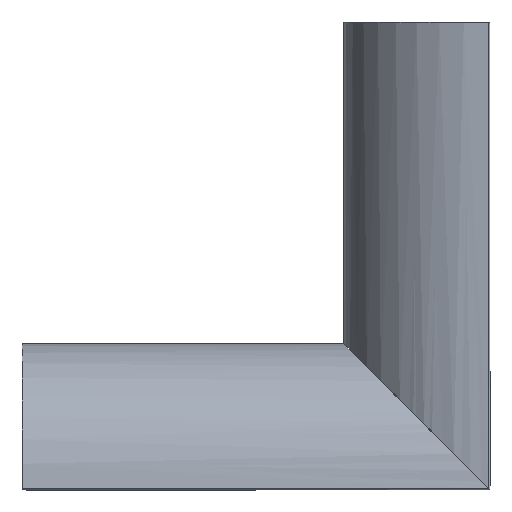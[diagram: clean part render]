
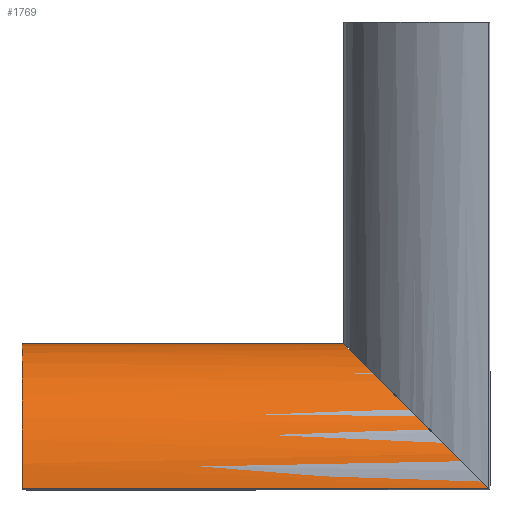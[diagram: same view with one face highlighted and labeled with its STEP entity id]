
A CAD part, front view. The second image highlights one B-rep face of the part: STEP entity #1769.
In plain terms, the highlighted cylindrical face has radius 171.8 mm (diameter 343.6 mm), a partial arc.
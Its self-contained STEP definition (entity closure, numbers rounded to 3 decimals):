
#80=ELLIPSE('',#1861,242.962,171.8);
#235=LINE('',#2923,#381);
#236=LINE('',#2927,#382);
#381=VECTOR('',#2222,548.883);
#382=VECTOR('',#2227,378.204);
#529=FACE_OUTER_BOUND('',#640,.T.);
#640=EDGE_LOOP('',(#1360,#1361,#1362,#1363));
#761=CIRCLE('',#1913,171.8);
#818=VERTEX_POINT('',#2611);
#820=VERTEX_POINT('',#2659);
#869=VERTEX_POINT('',#2922);
#870=VERTEX_POINT('',#2926);
#977=EDGE_CURVE('',#820,#818,#80,.T.);
#1052=EDGE_CURVE('',#869,#820,#235,.T.);
#1054=EDGE_CURVE('',#870,#818,#236,.T.);
#1055=EDGE_CURVE('',#869,#870,#761,.T.);
#1360=ORIENTED_EDGE('',*,*,#977,.T.);
#1361=ORIENTED_EDGE('',*,*,#1054,.F.);
#1362=ORIENTED_EDGE('',*,*,#1055,.F.);
#1363=ORIENTED_EDGE('',*,*,#1052,.T.);
#1711=CYLINDRICAL_SURFACE('',#1912,171.8);
#1769=ADVANCED_FACE('',(#529),#1711,.T.);
#1861=AXIS2_PLACEMENT_3D('',#2660,#2080,#2081);
#1912=AXIS2_PLACEMENT_3D('',#2925,#2225,#2226);
#1913=AXIS2_PLACEMENT_3D('',#2928,#2228,#2229);
#2080=DIRECTION('center_axis',(0.,-0.707,-0.707));
#2081=DIRECTION('ref_axis',(0.,0.707,-0.707));
#2222=DIRECTION('',(0.,0.,1.));
#2225=DIRECTION('center_axis',(0.,0.,
-1.));
#2226=DIRECTION('ref_axis',(-0.007,1.,0.));
#2227=DIRECTION('',(0.,0.,1.));
#2228=DIRECTION('center_axis',(0.,0.,
-1.));
#2229=DIRECTION('ref_axis',(-1.,0.007,0.));
#2611=CARTESIAN_POINT('',(-1.117,171.796,378.204));
#2659=CARTESIAN_POINT('',(-171.796,1.117,548.883));
#2660=CARTESIAN_POINT('Origin',(0.,0.,
550.));
#2922=CARTESIAN_POINT('',(-171.796,1.117,0.));
#2923=CARTESIAN_POINT('',(-171.796,1.117,285.));
#2925=CARTESIAN_POINT('Origin',(0.,0.,
570.));
#2926=CARTESIAN_POINT('',(-1.117,171.796,0.));
#2927=CARTESIAN_POINT('',(-1.117,171.796,285.));
#2928=CARTESIAN_POINT('Origin',(0.,0.,
0.));
